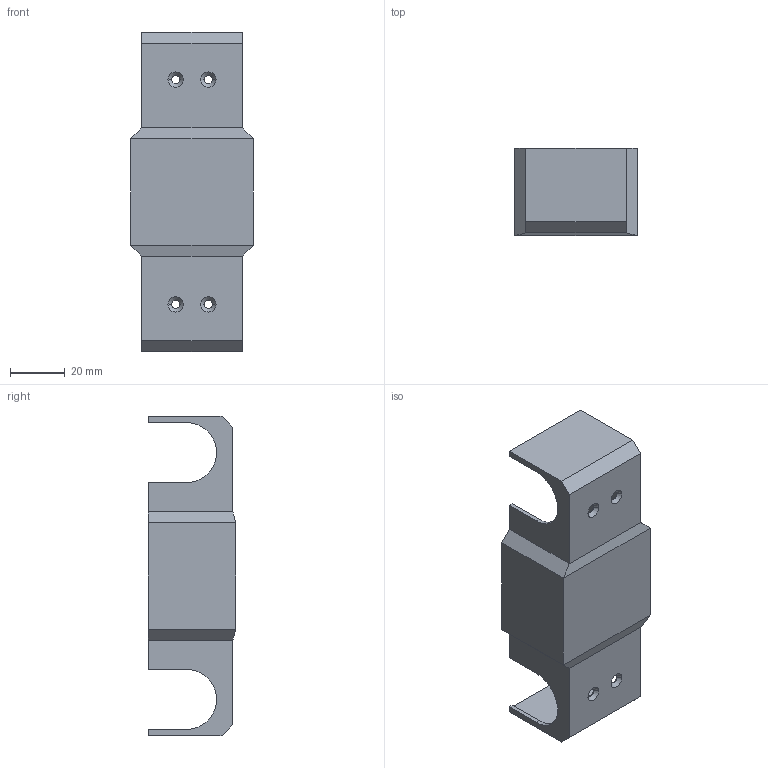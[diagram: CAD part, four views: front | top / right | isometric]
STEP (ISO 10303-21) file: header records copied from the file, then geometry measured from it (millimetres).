
FILE_DESCRIPTION((''),'2;1');
FILE_NAME('ROBOTIS-OP3_CVR_ARM_U_PRT','2017-02-10T',('kimdolyang'),(''),'PRO/ENGINEER BY PARAMETRIC TECHNOLOGY CORPORATION, 2013410','PRO/ENGINEER BY PARAMETRIC TECHNOLOGY CORPORATION, 2013410','');
FILE_SCHEMA(('AUTOMOTIVE_DESIGN { 1 0 10303 214 1 1 1 1 }'));
Length unit declared in the file: millimetre
Products named in the file (1): ROBOTIS-OP3_CVR_ARM_U_PRT
Bounding box: 45 x 32 x 117 mm (x, y, z)
Volume: 17482 mm3; surface area: 24114.5 mm2
Topology: 1 solids, 1 shells, 70 faces, 188 edges, 120 vertices
Faces by surface type: plane 50, cylinder 12, cone 8
Entity records: 2252 total; most frequent: CARTESIAN_POINT 380, ORIENTED_EDGE 376, DIRECTION 360, EDGE_CURVE 188, VECTOR 156, LINE 156, VERTEX_POINT 120, AXIS2_PLACEMENT_3D 102
